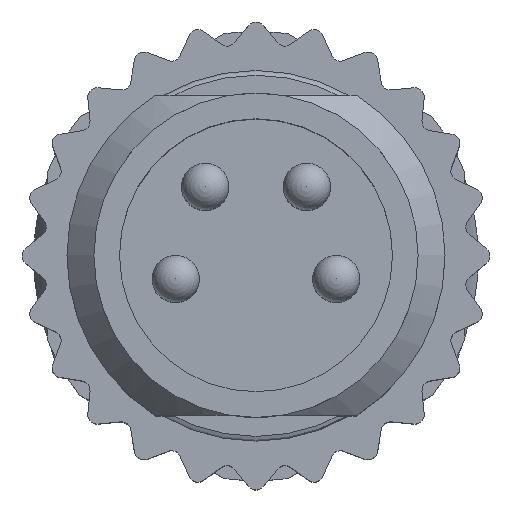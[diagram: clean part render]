
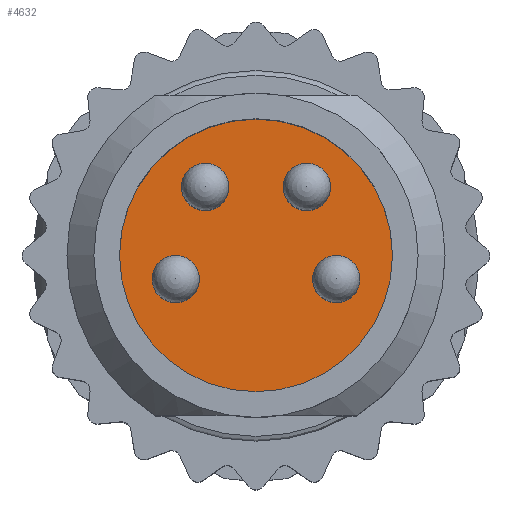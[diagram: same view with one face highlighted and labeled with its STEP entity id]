
A CAD part, top view. The second image highlights one B-rep face of the part: STEP entity #4632.
In plain terms, the highlighted planar face has unit normal (0, 0, 1).
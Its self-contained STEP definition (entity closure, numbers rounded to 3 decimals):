
#123=PLANE('',#4985);
#321=CIRCLE('',#4984,2.888);
#322=CIRCLE('',#4986,0.5);
#323=CIRCLE('',#4987,0.5);
#324=CIRCLE('',#4988,0.5);
#325=CIRCLE('',#4989,0.5);
#1209=ORIENTED_EDGE('',*,*,#1735,.T.);
#1210=ORIENTED_EDGE('',*,*,#1736,.T.);
#1211=ORIENTED_EDGE('',*,*,#1737,.T.);
#1212=ORIENTED_EDGE('',*,*,#1738,.T.);
#1213=ORIENTED_EDGE('',*,*,#1734,.F.);
#1734=EDGE_CURVE('',#2053,#2053,#321,.T.);
#1735=EDGE_CURVE('',#2054,#2054,#322,.T.);
#1736=EDGE_CURVE('',#2055,#2055,#323,.T.);
#1737=EDGE_CURVE('',#2056,#2056,#324,.T.);
#1738=EDGE_CURVE('',#2057,#2057,#325,.T.);
#2053=VERTEX_POINT('',#7059);
#2054=VERTEX_POINT('',#7062);
#2055=VERTEX_POINT('',#7064);
#2056=VERTEX_POINT('',#7066);
#2057=VERTEX_POINT('',#7068);
#2811=EDGE_LOOP('',(#1209));
#2812=EDGE_LOOP('',(#1210));
#2813=EDGE_LOOP('',(#1211));
#2814=EDGE_LOOP('',(#1212));
#2815=EDGE_LOOP('',(#1213));
#3029=FACE_BOUND('',#2811,.T.);
#3030=FACE_BOUND('',#2812,.T.);
#3031=FACE_BOUND('',#2813,.T.);
#3032=FACE_BOUND('',#2814,.T.);
#3033=FACE_BOUND('',#2815,.T.);
#4632=ADVANCED_FACE('',(#3029,#3030,#3031,#3032,#3033),#123,.T.);
#4984=AXIS2_PLACEMENT_3D('',#7058,#5941,#5942);
#4985=AXIS2_PLACEMENT_3D('',#7060,#5943,#5944);
#4986=AXIS2_PLACEMENT_3D('',#7061,#5945,#5946);
#4987=AXIS2_PLACEMENT_3D('',#7063,#5947,#5948);
#4988=AXIS2_PLACEMENT_3D('',#7065,#5949,#5950);
#4989=AXIS2_PLACEMENT_3D('',#7067,#5951,#5952);
#5941=DIRECTION('',(0.,0.,-1.));
#5942=DIRECTION('',(-1.,0.,0.));
#5943=DIRECTION('',(0.,0.,1.));
#5944=DIRECTION('',(1.,0.,0.));
#5945=DIRECTION('',(0.,0.,-1.));
#5946=DIRECTION('',(-1.,0.,0.));
#5947=DIRECTION('',(0.,0.,-1.));
#5948=DIRECTION('',(-1.,0.,0.));
#5949=DIRECTION('',(0.,0.,-1.));
#5950=DIRECTION('',(-1.,0.,0.));
#5951=DIRECTION('',(0.,0.,-1.));
#5952=DIRECTION('',(-1.,0.,0.));
#7058=CARTESIAN_POINT('',(0.,0.,2.85));
#7059=CARTESIAN_POINT('',(-2.888,0.,2.85));
#7060=CARTESIAN_POINT('',(0.,2.888,2.85));
#7061=CARTESIAN_POINT('',(1.075,1.45,2.85));
#7062=CARTESIAN_POINT('',(0.575,1.45,2.85));
#7063=CARTESIAN_POINT('',(-1.075,1.45,2.85));
#7064=CARTESIAN_POINT('',(-1.575,1.45,2.85));
#7065=CARTESIAN_POINT('',(-1.7,-0.5,2.85));
#7066=CARTESIAN_POINT('',(-2.2,-0.5,2.85));
#7067=CARTESIAN_POINT('',(1.7,-0.5,2.85));
#7068=CARTESIAN_POINT('',(1.2,-0.5,2.85));
